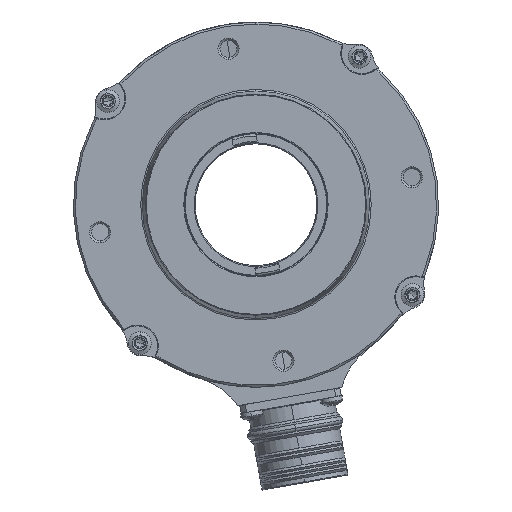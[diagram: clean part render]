
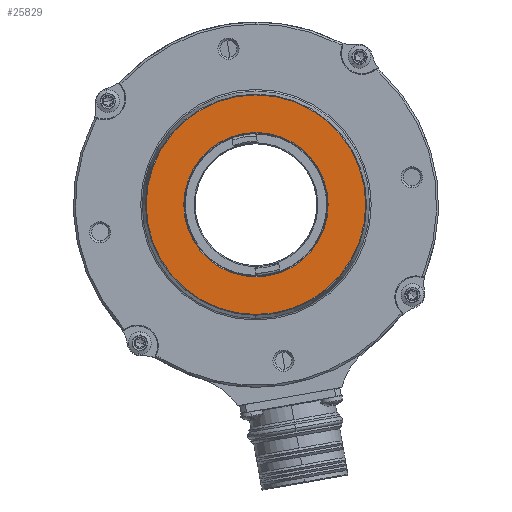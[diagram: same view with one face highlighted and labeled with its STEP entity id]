
A CAD part, front view. The second image highlights one B-rep face of the part: STEP entity #25829.
In plain terms, the highlighted planar face has unit normal (0, -1, 0).
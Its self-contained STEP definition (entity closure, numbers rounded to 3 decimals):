
#1212 = CARTESIAN_POINT ( 'NONE',  ( 0., -0.6, 27.043 ) ) ;
#1675 = DIRECTION ( 'NONE',  ( 0., 0., 1. ) ) ;
#4628 = VERTEX_POINT ( 'NONE', #1212 ) ;
#5403 = AXIS2_PLACEMENT_3D ( 'NONE', #11550, #11544, #11426 ) ;
#5639 = VERTEX_POINT ( 'NONE', #8653 ) ;
#5717 = CARTESIAN_POINT ( 'NONE',  ( 28., -0.6, 0. ) ) ;
#7133 = ORIENTED_EDGE ( 'NONE', *, *, #21482, .T. ) ;
#7903 = PLANE ( 'NONE',  #21858 ) ;
#8653 = CARTESIAN_POINT ( 'NONE',  ( 0., -0.6, -17.775 ) ) ;
#9320 = EDGE_LOOP ( 'NONE', ( #10448, #17973 ) ) ;
#9495 = CIRCLE ( 'NONE', #5403, 27.043 ) ;
#9800 = AXIS2_PLACEMENT_3D ( 'NONE', #11866, #27177, #14019 ) ;
#10448 = ORIENTED_EDGE ( 'NONE', *, *, #16148, .T. ) ;
#11426 = DIRECTION ( 'NONE',  ( 0., 0., 1. ) ) ;
#11544 = DIRECTION ( 'NONE',  ( 0., -1., 0. ) ) ;
#11550 = CARTESIAN_POINT ( 'NONE',  ( 0., -0.6, 0. ) ) ;
#11866 = CARTESIAN_POINT ( 'NONE',  ( 0., -0.6, 0. ) ) ;
#13046 = AXIS2_PLACEMENT_3D ( 'NONE', #18751, #18588, #18547 ) ;
#13218 = VERTEX_POINT ( 'NONE', #20387 ) ;
#14019 = DIRECTION ( 'NONE',  ( 0., 0., 1. ) ) ;
#14430 = DIRECTION ( 'NONE',  ( 0., 0., 1. ) ) ;
#14625 = DIRECTION ( 'NONE',  ( 0., 1., 0. ) ) ;
#14715 = CARTESIAN_POINT ( 'NONE',  ( 0., -0.6, 17.775 ) ) ;
#15795 = ORIENTED_EDGE ( 'NONE', *, *, #18775, .T. ) ;
#16148 = EDGE_CURVE ( 'NONE', #16240, #5639, #22870, .T. ) ;
#16240 = VERTEX_POINT ( 'NONE', #14715 ) ;
#17973 = ORIENTED_EDGE ( 'NONE', *, *, #25859, .T. ) ;
#18547 = DIRECTION ( 'NONE',  ( 0., 0., 1. ) ) ;
#18588 = DIRECTION ( 'NONE',  ( 0., 1., 0. ) ) ;
#18751 = CARTESIAN_POINT ( 'NONE',  ( 0., -0.6, 0. ) ) ;
#18775 = EDGE_CURVE ( 'NONE', #4628, #13218, #9495, .T. ) ;
#20387 = CARTESIAN_POINT ( 'NONE',  ( 0., -0.6, -27.043 ) ) ;
#21148 = CIRCLE ( 'NONE', #21844, 17.775 ) ;
#21178 = FACE_OUTER_BOUND ( 'NONE', #21389, .T. ) ;
#21257 = FACE_BOUND ( 'NONE', #9320, .T. ) ;
#21389 = EDGE_LOOP ( 'NONE', ( #15795, #7133 ) ) ;
#21482 = EDGE_CURVE ( 'NONE', #13218, #4628, #25545, .T. ) ;
#21844 = AXIS2_PLACEMENT_3D ( 'NONE', #27763, #14625, #1675 ) ;
#21858 = AXIS2_PLACEMENT_3D ( 'NONE', #5717, #27587, #14430 ) ;
#22870 = CIRCLE ( 'NONE', #13046, 17.775 ) ;
#25545 = CIRCLE ( 'NONE', #9800, 27.043 ) ;
#25829 = ADVANCED_FACE ( 'NONE', ( #21178, #21257 ), #7903, .F. ) ;
#25859 = EDGE_CURVE ( 'NONE', #5639, #16240, #21148, .T. ) ;
#27177 = DIRECTION ( 'NONE',  ( 0., -1., 0. ) ) ;
#27587 = DIRECTION ( 'NONE',  ( 0., 1., 0. ) ) ;
#27763 = CARTESIAN_POINT ( 'NONE',  ( 0., -0.6, 0. ) ) ;
